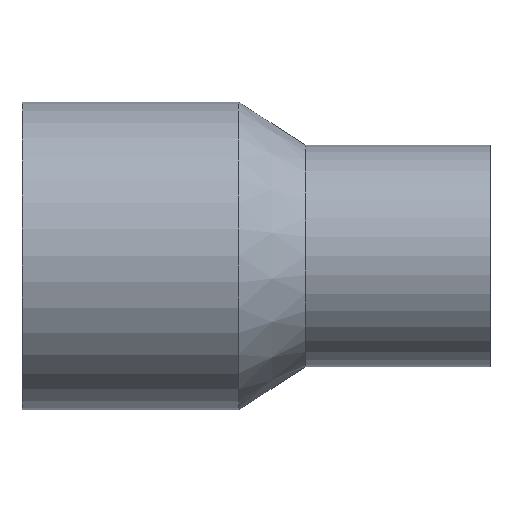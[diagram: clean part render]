
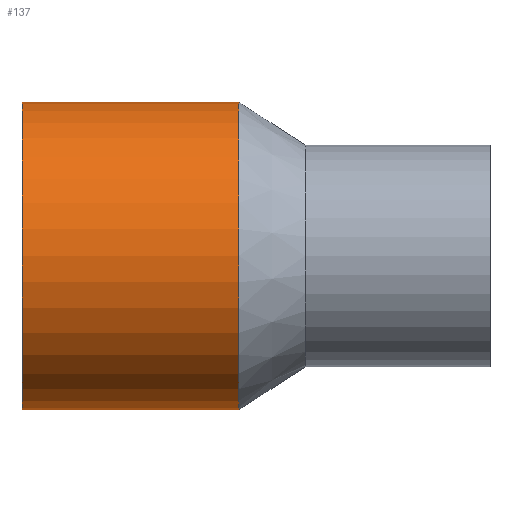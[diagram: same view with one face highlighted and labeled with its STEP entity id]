
A CAD part, top view. The second image highlights one B-rep face of the part: STEP entity #137.
In plain terms, the highlighted cylindrical face has radius 62.5 mm (diameter 125 mm), a partial arc.
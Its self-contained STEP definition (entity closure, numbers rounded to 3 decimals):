
#91 = VERTEX_POINT( '', #226 );
#101 = EDGE_CURVE( '', #143, #187, #239, .T. );
#135 = VERTEX_POINT( '', #277 );
#137 = ADVANCED_FACE( '', ( #279 ), #280, .T. );
#143 = VERTEX_POINT( '', #287 );
#179 = EDGE_CURVE( '', #187, #91, #327, .T. );
#181 = EDGE_CURVE( '', #135, #143, #329, .T. );
#187 = VERTEX_POINT( '', #335 );
#189 = EDGE_CURVE( '', #135, #91, #337, .T. );
#226 = CARTESIAN_POINT( '', ( 0., 62.5, 0. ) );
#239 = CIRCLE( '', #385, 62.5 );
#277 = CARTESIAN_POINT( '', ( 0., -62.5, 0. ) );
#279 = FACE_OUTER_BOUND( '', #435, .T. );
#280 = CYLINDRICAL_SURFACE( '', #436, 62.5 );
#287 = CARTESIAN_POINT( '', ( 88., -62.5, 0. ) );
#327 = LINE( '', #495, #496 );
#329 = LINE( '', #499, #500 );
#335 = CARTESIAN_POINT( '', ( 88., 62.5, 0. ) );
#337 = CIRCLE( '', #512, 62.5 );
#385 = AXIS2_PLACEMENT_3D( '', #564, #565, #566 );
#435 = EDGE_LOOP( '', ( #614, #615, #616, #617 ) );
#436 = AXIS2_PLACEMENT_3D( '', #618, #619, #620 );
#495 = CARTESIAN_POINT( '', ( 44., 62.5, 0. ) );
#496 = VECTOR( '', #676, 1. );
#499 = CARTESIAN_POINT( '', ( 44., -62.5, 0. ) );
#500 = VECTOR( '', #677, 1. );
#512 = AXIS2_PLACEMENT_3D( '', #682, #683, #684 );
#564 = CARTESIAN_POINT( '', ( 88., 0., 0. ) );
#565 = DIRECTION( '', ( -1., 0., 0. ) );
#566 = DIRECTION( '', ( 0., 1., 0. ) );
#614 = ORIENTED_EDGE( '', *, *, #179, .T. );
#615 = ORIENTED_EDGE( '', *, *, #189, .F. );
#616 = ORIENTED_EDGE( '', *, *, #181, .T. );
#617 = ORIENTED_EDGE( '', *, *, #101, .T. );
#618 = CARTESIAN_POINT( '', ( 44., 0., 0. ) );
#619 = DIRECTION( '', ( 1., 0., 0. ) );
#620 = DIRECTION( '', ( 0., 1., 0. ) );
#676 = DIRECTION( '', ( -1., 0., 0. ) );
#677 = DIRECTION( '', ( 1., 0., 0. ) );
#682 = CARTESIAN_POINT( '', ( 0., 0., 0. ) );
#683 = DIRECTION( '', ( -1., 0., 0. ) );
#684 = DIRECTION( '', ( 0., 1., 0. ) );
